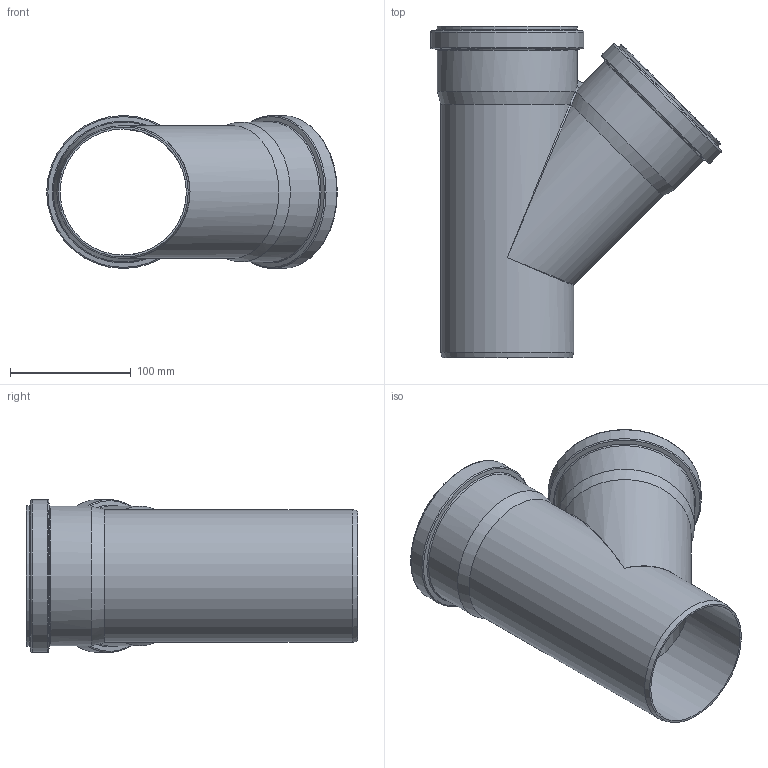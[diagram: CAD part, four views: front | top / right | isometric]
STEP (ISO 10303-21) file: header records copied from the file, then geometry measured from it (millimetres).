
FILE_DESCRIPTION(/* description */ (''),/* implementation_level */ '2;1');
FILE_NAME(/* name */ '175200z.stp',/* time_stamp */ '2024-10-21T09:44:08+02:00',/* author */ ('corinna'),/* organization */ (''),/* preprocessor_version */ 'ST-DEVELOPER v20',/* originating_system */ 'Autodesk Inventor 2024',/* authorisation */ '');
FILE_SCHEMA (('AUTOMOTIVE_DESIGN { 1 0 10303 214 3 1 1 }'));
Length unit declared in the file: millimetre
Products named in the file (1): 175200z
Bounding box: 240.92 x 275.1 x 126.9 mm (x, y, z)
Volume: 364408 mm3; surface area: 270665.8 mm2
Topology: 1 solids, 1 shells, 68 faces, 193 edges, 124 vertices
Faces by surface type: torus 20, cylinder 18, cone 13, plane 10, bspline 7
Full cylindrical faces by diameter (mm): 104.6 x2, 110.2 x1, 110.9 x2, 111.5 x4, 115.9 x2, 116.5 x2, 121.9 x2, 126.9 x2
Entity records: 2944 total; most frequent: CARTESIAN_POINT 1085, DIRECTION 421, ORIENTED_EDGE 378, AXIS2_PLACEMENT_3D 192, EDGE_CURVE 189, VERTEX_POINT 124, CIRCLE 112, EDGE_LOOP 73
